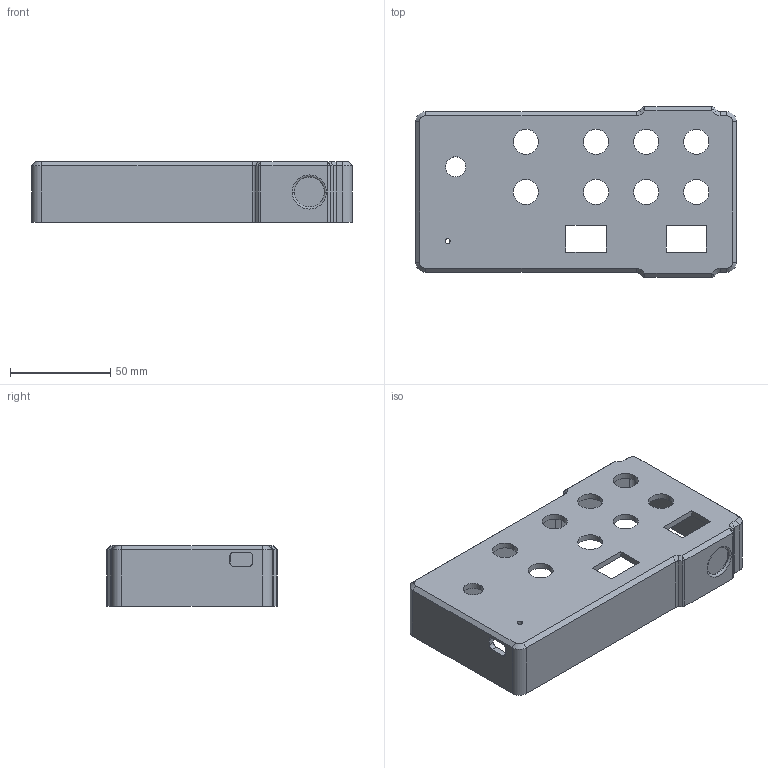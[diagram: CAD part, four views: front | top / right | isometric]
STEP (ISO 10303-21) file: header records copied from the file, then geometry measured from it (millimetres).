
FILE_DESCRIPTION (( 'STEP AP214' ), '1' );
FILE_NAME ('Control_Box_Top.STEP', '2020-12-06T21:04:28', ( '' ), ( '' ), 'SwSTEP 2.0', 'SolidWorks 2019', '' );
FILE_SCHEMA (( 'AUTOMOTIVE_DESIGN' ));
Length unit declared in the file: millimetre
Products named in the file (1): Control_Box_Top
Bounding box: 160 x 85 x 30 mm (x, y, z)
Volume: 73969.8 mm3; surface area: 53735.6 mm2
Topology: 1 solids, 1 shells, 252 faces, 696 edges, 442 vertices
Faces by surface type: plane 126, cylinder 82, torus 28, cone 12, bspline 4
Entity records: 8312 total; most frequent: CARTESIAN_POINT 1655, DIRECTION 1404, ORIENTED_EDGE 1376, EDGE_CURVE 688, AXIS2_PLACEMENT_3D 487, VERTEX_POINT 442, LINE 430, VECTOR 430
